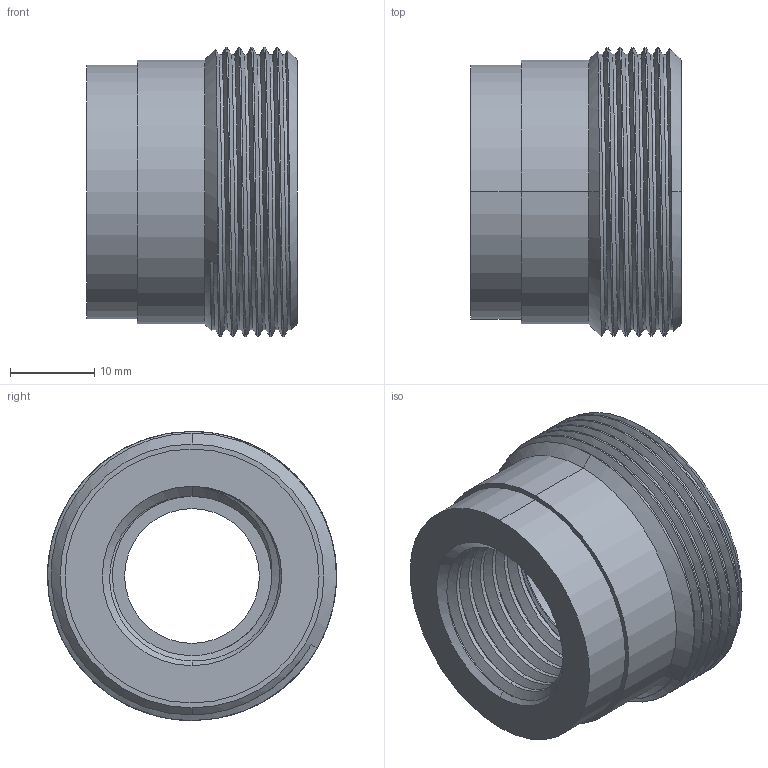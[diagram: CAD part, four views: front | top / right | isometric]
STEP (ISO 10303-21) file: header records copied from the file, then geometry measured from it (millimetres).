
FILE_DESCRIPTION (( 'STEP AP203' ), '1' );
FILE_NAME ('3D-M2037P_15 1-2_174251025.STEP', '2024-09-07T15:06:19', ( '' ), ( '' ), 'SwSTEP 2.0', 'SolidWorks 2024', '' );
FILE_SCHEMA (( 'CONFIG_CONTROL_DESIGN' ));
Length unit declared in the file: millimetre
Products named in the file (1): 3D-M2037P_15 1-2_174251025
Bounding box: 25 x 34.32 x 34.32 mm (x, y, z)
Volume: 10441.7 mm3; surface area: 6702 mm2
Topology: 1 solids, 1 shells, 64 faces, 162 edges, 105 vertices
Faces by surface type: cylinder 37, cone 11, plane 8, bspline 8
Entity records: 7043 total; most frequent: CARTESIAN_POINT 5621, ORIENTED_EDGE 324, DIRECTION 231, EDGE_CURVE 162, VERTEX_POINT 105, AXIS2_PLACEMENT_3D 92, EDGE_LOOP 71, FACE_OUTER_BOUND 64
